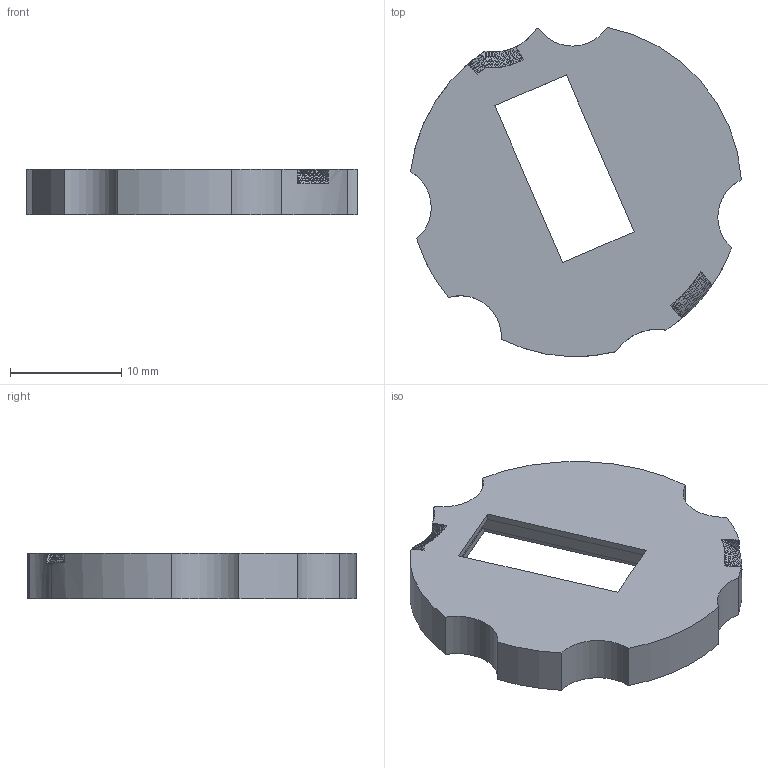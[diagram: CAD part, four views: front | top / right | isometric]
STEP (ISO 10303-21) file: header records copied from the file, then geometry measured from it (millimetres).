
FILE_DESCRIPTION(/* description */ (''),/* implementation_level */ '2;1');
FILE_NAME(/* name */ 'pmw3610_charybdis_adapter.step',/* time_stamp */ '2023-06-20T14:46:39+03:00',/* author */ (''),/* organization */ (''),/* preprocessor_version */ 'ST-DEVELOPER v19.2',/* originating_system */ 'Autodesk Translation Framework v12.6.0.85',/* authorisation */ '');
FILE_SCHEMA (('AUTOMOTIVE_DESIGN { 1 0 10303 214 3 1 1 }'));
Length unit declared in the file: millimetre
Products named in the file (1): charybdis-btu-bottom
Bounding box: 29.74 x 29.59 x 4.1 mm (x, y, z)
Volume: 1981.3 mm3; surface area: 1732.4 mm2
Topology: 1 solids, 1 shells, 468 faces, 859 edges, 395 vertices
Faces by surface type: plane 456, cylinder 12
Entity records: 10662 total; most frequent: DIRECTION 1874, CARTESIAN_POINT 1723, ORIENTED_EDGE 1718, EDGE_CURVE 859, LINE 782, VECTOR 782, AXIS2_PLACEMENT_3D 546, EDGE_LOOP 472
